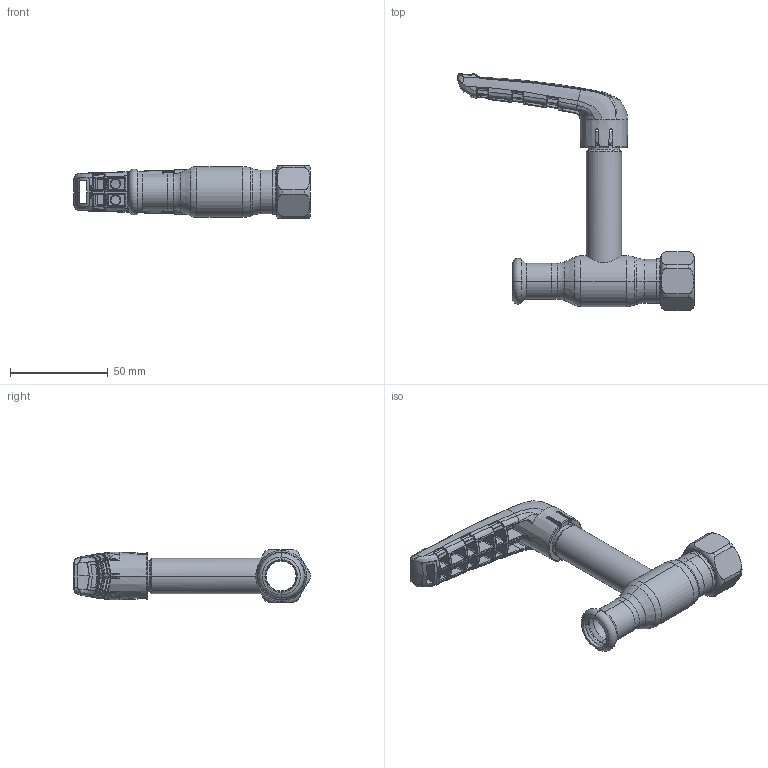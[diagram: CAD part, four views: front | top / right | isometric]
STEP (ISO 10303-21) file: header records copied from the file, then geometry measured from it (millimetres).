
FILE_DESCRIPTION (( 'STEP AP214' ), '1' );
FILE_NAME ('1010001011-xxxx.step', '2019-05-07T12:27:50', ( '' ), ( '' ), 'SwSTEP 2.0', 'SolidWorks 2017', '' );
FILE_SCHEMA (( 'AUTOMOTIVE_DESIGN' ));
Length unit declared in the file: millimetre
Products named in the file (1): 1010001011-xxxx
Bounding box: 120.98 x 121.18 x 27 mm (x, y, z)
Surface area: 23252.3 mm2 (no closed solid volume)
Topology: 0 solids, 9 shells, 781 faces, 2393 edges, 1507 vertices
Faces by surface type: bspline 637, plane 52, cylinder 40, cone 27, torus 25
Entity records: 67123 total; most frequent: CARTESIAN_POINT 43128, ORIENTED_EDGE 4027, EDGE_CURVE 2369, B_SPLINE_CURVE_WITH_KNOTS 1656, DIRECTION 1551, VERTEX_POINT 1507, EDGE_LOOP 802, UNCERTAINTY_MEASURE_WITH_UNIT 783
